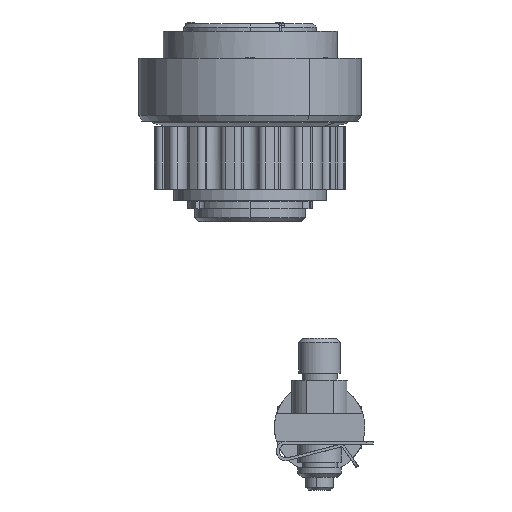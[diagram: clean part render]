
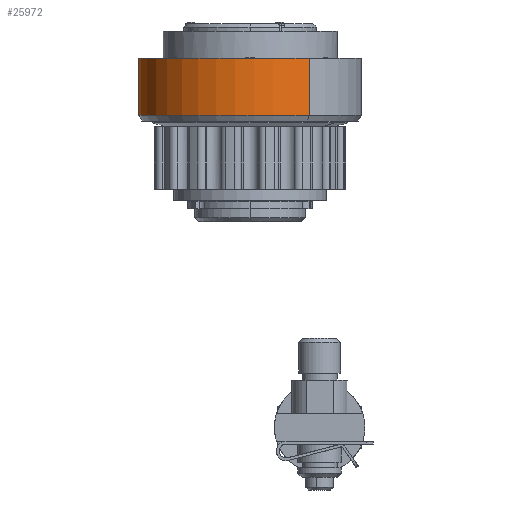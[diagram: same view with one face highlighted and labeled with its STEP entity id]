
A CAD part, left-side view. The second image highlights one B-rep face of the part: STEP entity #25972.
In plain terms, the highlighted cylindrical face has radius 16 mm (diameter 32 mm), a partial arc.
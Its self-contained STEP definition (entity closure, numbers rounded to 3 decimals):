
#875 = EDGE_LOOP ( 'NONE', ( #18585, #3441, #3835, #17483 ) ) ;
#1477 = CIRCLE ( 'NONE', #12981, 16. ) ;
#2302 = CARTESIAN_POINT ( 'NONE',  ( 0., -4.85, -16. ) ) ;
#2495 = VECTOR ( 'NONE', #17638, 1000. ) ;
#3441 = ORIENTED_EDGE ( 'NONE', *, *, #4130, .T. ) ;
#3522 = DIRECTION ( 'NONE',  ( 0., -1., 0. ) ) ;
#3835 = ORIENTED_EDGE ( 'NONE', *, *, #4572, .T. ) ;
#4130 = EDGE_CURVE ( 'NONE', #8216, #12542, #9865, .T. ) ;
#4572 = EDGE_CURVE ( 'NONE', #12542, #9315, #1477, .T. ) ;
#6353 = DIRECTION ( 'NONE',  ( 0., 0., 1. ) ) ;
#6550 = VECTOR ( 'NONE', #16983, 1000. ) ;
#6831 = EDGE_CURVE ( 'NONE', #9377, #9315, #9060, .T. ) ;
#8136 = FACE_OUTER_BOUND ( 'NONE', #875, .T. ) ;
#8216 = VERTEX_POINT ( 'NONE', #21339 ) ;
#8555 = CARTESIAN_POINT ( 'NONE',  ( 0., -1.5, -16. ) ) ;
#9060 = LINE ( 'NONE', #2302, #2495 ) ;
#9315 = VERTEX_POINT ( 'NONE', #18714 ) ;
#9377 = VERTEX_POINT ( 'NONE', #8555 ) ;
#9865 = LINE ( 'NONE', #21454, #6550 ) ;
#12542 = VERTEX_POINT ( 'NONE', #14970 ) ;
#12981 = AXIS2_PLACEMENT_3D ( 'NONE', #15358, #15932, #24734 ) ;
#14970 = CARTESIAN_POINT ( 'NONE',  ( 0., -9.7, 16. ) ) ;
#15358 = CARTESIAN_POINT ( 'NONE',  ( 0., -9.7, 0. ) ) ;
#15736 = AXIS2_PLACEMENT_3D ( 'NONE', #19138, #3522, #27797 ) ;
#15932 = DIRECTION ( 'NONE',  ( 0., 1., 0. ) ) ;
#16129 = CIRCLE ( 'NONE', #23053, 16. ) ;
#16983 = DIRECTION ( 'NONE',  ( 0., -1., 0. ) ) ;
#16991 = CYLINDRICAL_SURFACE ( 'NONE', #15736, 16. ) ;
#17483 = ORIENTED_EDGE ( 'NONE', *, *, #6831, .F. ) ;
#17638 = DIRECTION ( 'NONE',  ( 0., -1., 0. ) ) ;
#18585 = ORIENTED_EDGE ( 'NONE', *, *, #26434, .F. ) ;
#18714 = CARTESIAN_POINT ( 'NONE',  ( 0., -9.7, -16. ) ) ;
#19138 = CARTESIAN_POINT ( 'NONE',  ( 0., -4.85, 0. ) ) ;
#19528 = CARTESIAN_POINT ( 'NONE',  ( 0., -1.5, 0. ) ) ;
#21339 = CARTESIAN_POINT ( 'NONE',  ( 0., -1.5, 16. ) ) ;
#21454 = CARTESIAN_POINT ( 'NONE',  ( 0., -4.85, 16. ) ) ;
#23053 = AXIS2_PLACEMENT_3D ( 'NONE', #19528, #28194, #6353 ) ;
#24734 = DIRECTION ( 'NONE',  ( 0., 0., -1. ) ) ;
#25972 = ADVANCED_FACE ( 'NONE', ( #8136 ), #16991, .T. ) ;
#26434 = EDGE_CURVE ( 'NONE', #8216, #9377, #16129, .T. ) ;
#27797 = DIRECTION ( 'NONE',  ( 0., 0., -1. ) ) ;
#28194 = DIRECTION ( 'NONE',  ( 0., 1., 0. ) ) ;
